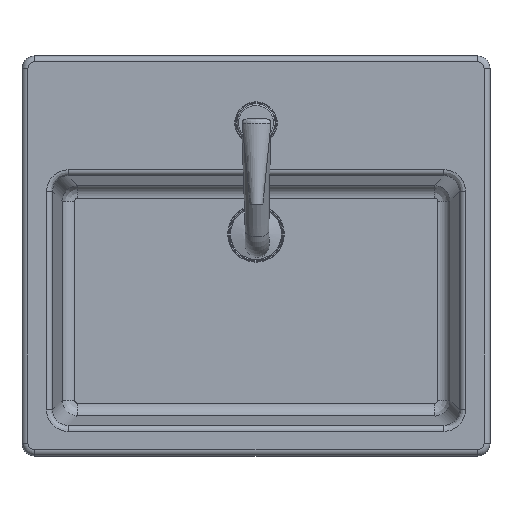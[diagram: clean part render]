
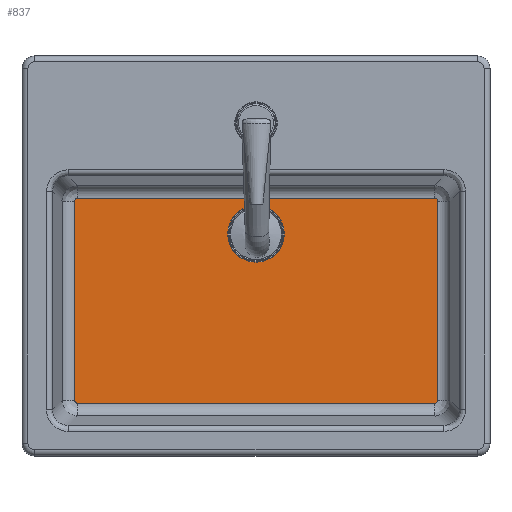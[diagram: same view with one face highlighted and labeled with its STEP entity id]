
A CAD part, top view. The second image highlights one B-rep face of the part: STEP entity #837.
In plain terms, the highlighted planar face has unit normal (0, 0, 1).
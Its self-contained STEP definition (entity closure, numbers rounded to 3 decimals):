
#716=CARTESIAN_POINT('',(269.243,-186.0,50.));
#717=VERTEX_POINT('',#716);
#718=CARTESIAN_POINT('',(236.,-186.0,50.));
#719=DIRECTION('',(0.0,0.0,1.0));
#720=DIRECTION('',(-1.0,0.0,0.0));
#721=AXIS2_PLACEMENT_3D('',#718,#719,#720);
#722=CIRCLE('',#721,33.243);
#723=EDGE_CURVE('',#717,#717,#722,.T.);
#759=CARTESIAN_POINT('',(236.246,-264.5,50.));
#760=DIRECTION('',(0.0,0.0,1.0));
#761=DIRECTION('',(1.0,0.0,0.0));
#762=AXIS2_PLACEMENT_3D('',#759,#760,#761);
#763=PLANE('',#762);
#764=CARTESIAN_POINT('',(22.961,-381.572,50.));
#765=VERTEX_POINT('',#764);
#766=CARTESIAN_POINT('',(22.961,-147.428,50.));
#767=VERTEX_POINT('',#766);
#768=CARTESIAN_POINT('',(22.961,-381.572,50.));
#769=DIRECTION('',(0.0,1.0,0.0));
#770=VECTOR('',#769,234.144);
#771=LINE('',#768,#770);
#772=EDGE_CURVE('',#765,#767,#771,.T.);
#773=ORIENTED_EDGE('',*,*,#772,.F.);
#774=CARTESIAN_POINT('',(26.428,-385.039,50.));
#775=VERTEX_POINT('',#774);
#776=CARTESIAN_POINT('',(26.495,-381.505,50.));
#777=DIRECTION('',(0.0,0.0,-1.0));
#778=DIRECTION('',(-0.707,-0.707,0.0));
#779=AXIS2_PLACEMENT_3D('',#776,#777,#778);
#780=ELLIPSE('',#779,3.567,3.5);
#781=EDGE_CURVE('',#775,#765,#780,.T.);
#782=ORIENTED_EDGE('',*,*,#781,.F.);
#783=CARTESIAN_POINT('',(446.,-385.039,50.));
#784=VERTEX_POINT('',#783);
#785=CARTESIAN_POINT('',(446.,-385.039,50.));
#786=DIRECTION('',(-1.0,0.0,0.0));
#787=VECTOR('',#786,419.572);
#788=LINE('',#785,#787);
#789=EDGE_CURVE('',#784,#775,#788,.T.);
#790=ORIENTED_EDGE('',*,*,#789,.F.);
#791=CARTESIAN_POINT('',(449.466,-381.57,50.));
#792=VERTEX_POINT('',#791);
#793=CARTESIAN_POINT('',(445.935,-381.505,50.));
#794=DIRECTION('',(0.0,0.0,-1.0));
#795=DIRECTION('',(0.694,-0.72,0.0));
#796=AXIS2_PLACEMENT_3D('',#793,#794,#795);
#797=ELLIPSE('',#796,3.565,3.5);
#798=EDGE_CURVE('',#792,#784,#797,.T.);
#799=ORIENTED_EDGE('',*,*,#798,.F.);
#800=CARTESIAN_POINT('',(449.466,-147.43,50.));
#801=VERTEX_POINT('',#800);
#802=CARTESIAN_POINT('',(449.466,-147.43,50.));
#803=DIRECTION('',(0.0,-1.0,0.0));
#804=VECTOR('',#803,234.14);
#805=LINE('',#802,#804);
#806=EDGE_CURVE('',#801,#792,#805,.T.);
#807=ORIENTED_EDGE('',*,*,#806,.F.);
#808=CARTESIAN_POINT('',(446.,-143.961,50.));
#809=VERTEX_POINT('',#808);
#810=CARTESIAN_POINT('',(445.935,-147.495,50.));
#811=DIRECTION('',(0.0,0.0,-1.));
#812=DIRECTION('',(0.694,0.72,0.0));
#813=AXIS2_PLACEMENT_3D('',#810,#811,#812);
#814=ELLIPSE('',#813,3.565,3.5);
#815=EDGE_CURVE('',#809,#801,#814,.T.);
#816=ORIENTED_EDGE('',*,*,#815,.F.);
#817=CARTESIAN_POINT('',(26.428,-143.961,50.));
#818=VERTEX_POINT('',#817);
#819=CARTESIAN_POINT('',(26.428,-143.961,50.));
#820=DIRECTION('',(1.0,0.0,0.0));
#821=VECTOR('',#820,419.572);
#822=LINE('',#819,#821);
#823=EDGE_CURVE('',#818,#809,#822,.T.);
#824=ORIENTED_EDGE('',*,*,#823,.F.);
#825=CARTESIAN_POINT('',(26.495,-147.495,50.));
#826=DIRECTION('',(0.0,0.0,-1.0));
#827=DIRECTION('',(-0.707,0.707,0.0));
#828=AXIS2_PLACEMENT_3D('',#825,#826,#827);
#829=ELLIPSE('',#828,3.567,3.5);
#830=EDGE_CURVE('',#767,#818,#829,.T.);
#831=ORIENTED_EDGE('',*,*,#830,.F.);
#832=EDGE_LOOP('',(#773,#782,#790,#799,#807,#816,#824,#831));
#833=FACE_OUTER_BOUND('',#832,.T.);
#834=ORIENTED_EDGE('',*,*,#723,.F.);
#835=EDGE_LOOP('',(#834));
#836=FACE_BOUND('',#835,.T.);
#837=ADVANCED_FACE('',(#833,#836),#763,.T.);
